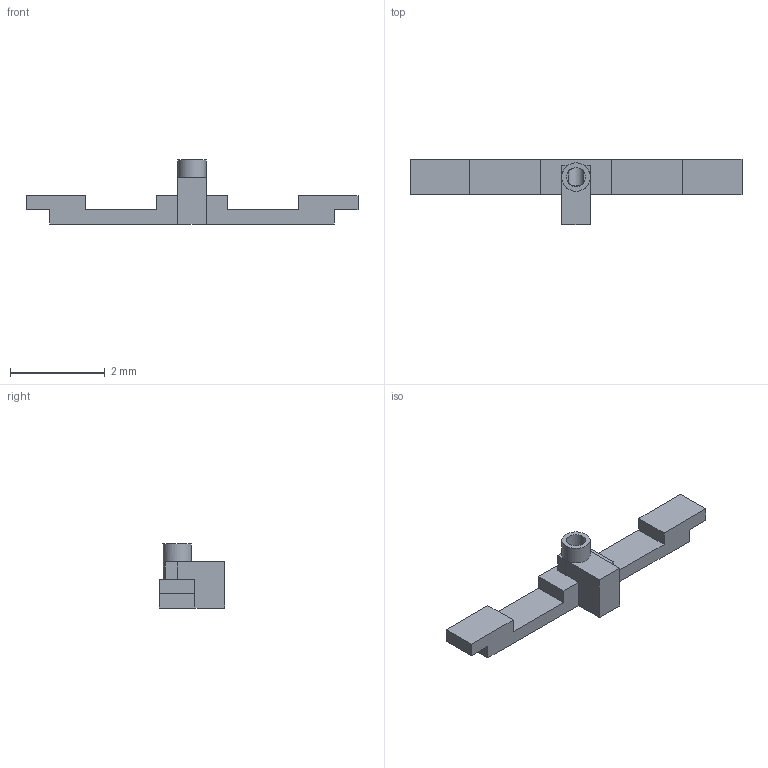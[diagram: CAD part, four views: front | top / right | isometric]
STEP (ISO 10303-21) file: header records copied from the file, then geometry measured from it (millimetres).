
FILE_DESCRIPTION(('FreeCAD Model'),'2;1');
FILE_NAME('bowtie_3.step','2018-12-13T22:29:49',('Author'),(''), 'Open CASCADE STEP processor 7.1','FreeCAD','Unknown');
FILE_SCHEMA(('AUTOMOTIVE_DESIGN { 1 0 10303 214 1 1 1 1 }'));
Length unit declared in the file: millimetre
Products named in the file (1): Cut
Bounding box: 7 x 1.38 x 1.35 mm (x, y, z)
Volume: 2.7 mm3; surface area: 23.4 mm2
Topology: 1 solids, 1 shells, 40 faces, 105 edges, 67 vertices
Faces by surface type: plane 36, cylinder 4
Full cylindrical faces by diameter (mm): 0.33 x1, 0.4 x1, 0.6 x1
Entity records: 2977 total; most frequent: CARTESIAN_POINT 719, DIRECTION 315, ORIENTED_EDGE 210, PCURVE 210, DEFINITIONAL_REPRESENTATION 210, LINE 194, VECTOR 194, EDGE_CURVE 105
